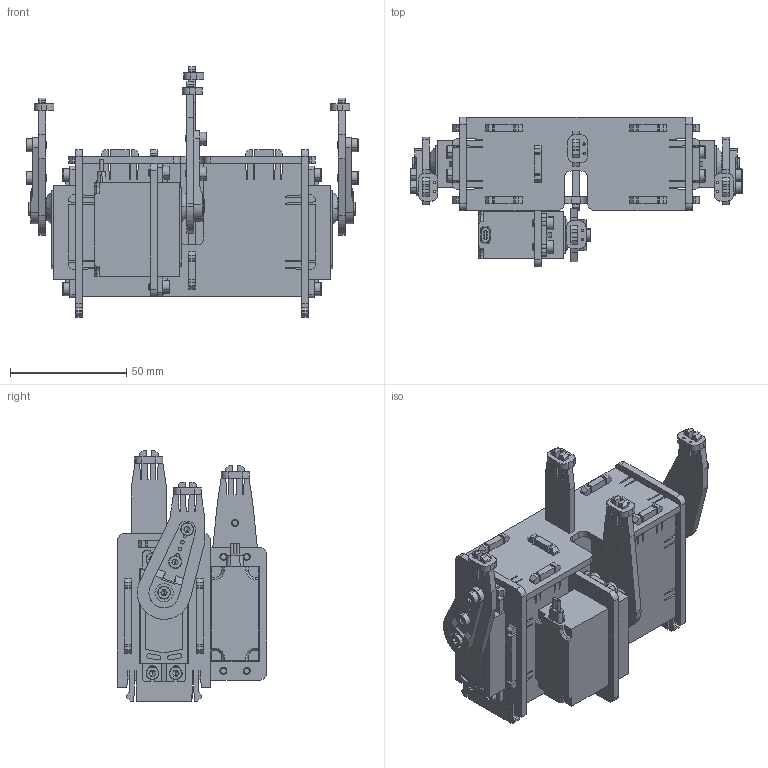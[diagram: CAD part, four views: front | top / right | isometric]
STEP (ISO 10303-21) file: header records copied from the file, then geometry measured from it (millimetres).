
FILE_DESCRIPTION (( 'STEP AP203' ), '1' );
FILE_NAME ('mouth.step', '2015-08-10T13:06:32', ( 'Cesar' ), ( '' ), 'SwSTEP 2.0', 'SolidWorks 2013', '' );
FILE_SCHEMA (( 'CONFIG_CONTROL_DESIGN' ));
Length unit declared in the file: millimetre
Products named in the file (15): servo-standard; textile-snap; mouth-frame-1; lever-mid-towerpro-horn; mouth-frame-2; servo-horn-towerpro-1-arm; mouth-frame-3; lever-outer-l-towerpro-horn; mouth-frame-4; lever-outer-r-towerpro-horn; mouth-frame-5; socket head cap screw_iso_ISO 4762 M3 x 6 --- 6N; mouth-frame-6; mouth; mouth-frame-7
Assembly tree (41 placements, depth 2):
  mouth
    mouth-frame-1
    mouth-frame-2
    mouth-frame-3
    mouth-frame-4
    mouth-frame-5
    mouth-frame-6
    mouth-frame-7
    servo-standard  x3
    textile-snap  x4
    lever-mid-towerpro-horn
    servo-horn-towerpro-1-arm  x3
    lever-outer-l-towerpro-horn
    lever-outer-r-towerpro-horn
    socket head cap screw_iso_ISO 4762 M3 x 6 --- 6N  x21
Bounding box: 142.6 x 64 x 107.5 mm (x, y, z)
Volume: 174646.1 mm3; surface area: 95825.9 mm2
Topology: 41 solids, 41 shells, 1855 faces, 4803 edges, 3069 vertices
Faces by surface type: plane 1299, cylinder 364, cone 108, torus 84
Entity records: 31864 total; most frequent: CARTESIAN_POINT 5277, ORIENTED_EDGE 5166, DIRECTION 4779, EDGE_CURVE 2583, VECTOR 2285, LINE 2285, VERTEX_POINT 1713, AXIS2_PLACEMENT_3D 1247
